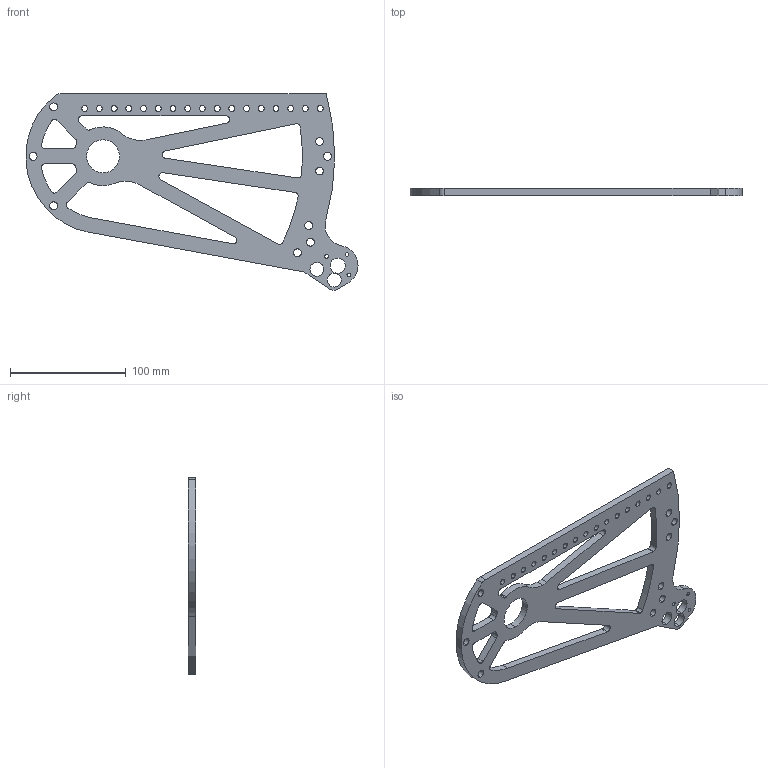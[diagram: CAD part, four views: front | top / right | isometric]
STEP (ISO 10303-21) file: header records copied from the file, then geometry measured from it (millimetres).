
FILE_DESCRIPTION (( 'STEP AP214' ), '1' );
FILE_NAME ('Side Plate.STEP', '2026-01-17T02:16:29', ( '' ), ( '' ), 'SwSTEP 2.0', 'SolidWorks 2026', '' );
FILE_SCHEMA (( 'AUTOMOTIVE_DESIGN' ));
Length unit declared in the file: inch
Products named in the file (1): Side Plate
Bounding box: 286.49 x 6.35 x 169.52 mm (x, y, z)
Volume: 130558.8 mm3; surface area: 59304 mm2
Topology: 1 solids, 1 shells, 131 faces, 387 edges, 258 vertices
Faces by surface type: cylinder 110, plane 21
Entity records: 4684 total; most frequent: DIRECTION 871, CARTESIAN_POINT 777, ORIENTED_EDGE 774, EDGE_CURVE 387, AXIS2_PLACEMENT_3D 352, VERTEX_POINT 258, CIRCLE 220, EDGE_LOOP 209
